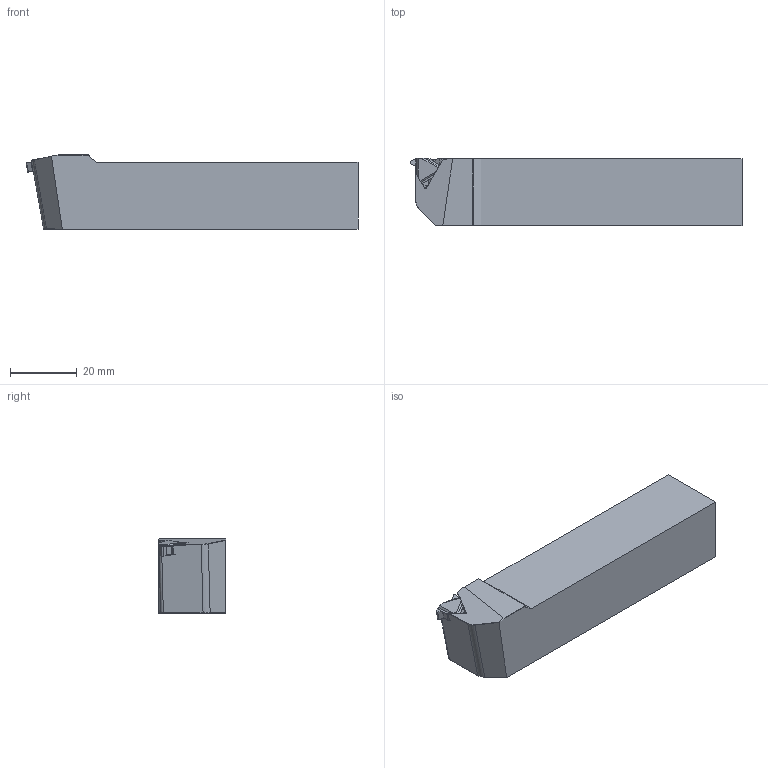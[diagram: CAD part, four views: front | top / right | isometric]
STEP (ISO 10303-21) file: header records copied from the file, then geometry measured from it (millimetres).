
FILE_DESCRIPTION(/* description */ (''),/* implementation_level */ '2;1');
FILE_NAME(/* name */ 'SEL 2020 H11.stp',/* time_stamp */ '2023-10-19T22:44:15+03:00',/* author */ (''),/* organization */ (''),/* preprocessor_version */ 'ST-DEVELOPER v19.4',/* originating_system */ 'SIEMENS PLM Software NX2306.3001',/* authorisation */ '');
FILE_SCHEMA (('AUTOMOTIVE_DESIGN { 1 0 10303 214 3 1 1 1 }'));
Length unit declared in the file: millimetre
Products named in the file (1): SER 2020 H11_objects
Bounding box: 99.21 x 20.02 x 22.2 mm (x, y, z)
Volume: 38402.2 mm3; surface area: 8609.1 mm2
Topology: 2 solids, 2 shells, 70 faces, 184 edges, 118 vertices
Faces by surface type: plane 47, cylinder 18, bspline 3, cone 2
Entity records: 2469 total; most frequent: CARTESIAN_POINT 448, ORIENTED_EDGE 368, DIRECTION 339, EDGE_CURVE 184, LINE 135, VECTOR 135, VERTEX_POINT 118, AXIS2_PLACEMENT_3D 102
